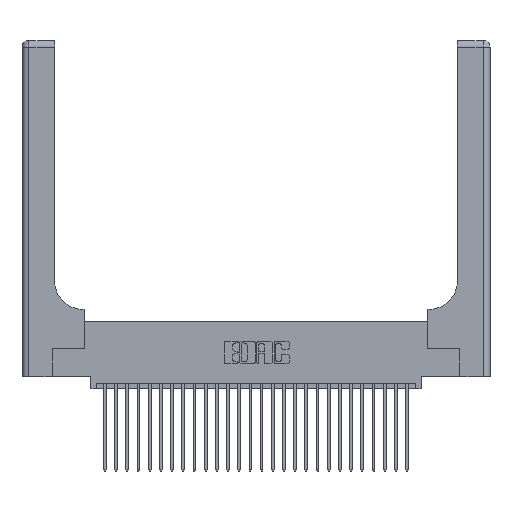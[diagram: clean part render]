
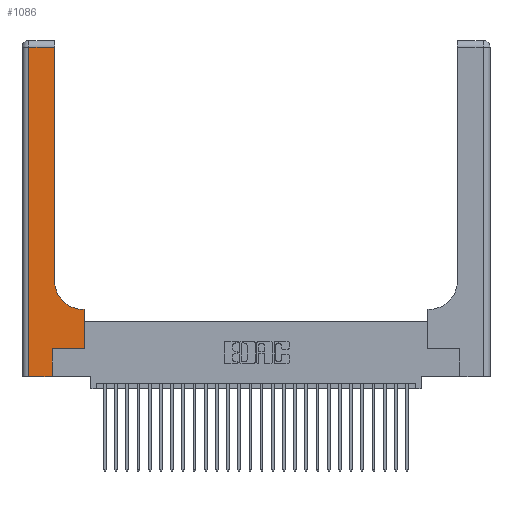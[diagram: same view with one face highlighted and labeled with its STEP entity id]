
A CAD part, top view. The second image highlights one B-rep face of the part: STEP entity #1086.
In plain terms, the highlighted planar face has unit normal (0, 0, 1).
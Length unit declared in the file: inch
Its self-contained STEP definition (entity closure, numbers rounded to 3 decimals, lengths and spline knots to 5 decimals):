
#198 = CARTESIAN_POINT ( 'NONE',  ( 0.2915, 0.6, 0.37 ) ) ;
#336 = CARTESIAN_POINT ( 'NONE',  ( 0.2915, 2.94, 0.37 ) ) ;
#687 = DIRECTION ( 'NONE',  ( 0., 1., 0. ) ) ;
#784 = VECTOR ( 'NONE', #7534, 39.37008 ) ;
#1086 = ADVANCED_FACE ( 'NONE', ( #13535 ), #10508, .F. ) ;
#1518 = VERTEX_POINT ( 'NONE', #336 ) ;
#1554 = EDGE_CURVE ( 'NONE', #1518, #5002, #2705, .T. ) ;
#2385 = LINE ( 'NONE', #198, #19774 ) ;
#2594 = CIRCLE ( 'NONE', #23452, 0.25 ) ;
#2705 = LINE ( 'NONE', #16499, #25928 ) ;
#2910 = CARTESIAN_POINT ( 'NONE',  ( 0.269, 0., 0.37 ) ) ;
#3117 = DIRECTION ( 'NONE',  ( 0., 1., 0. ) ) ;
#3487 = CARTESIAN_POINT ( 'NONE',  ( 0.5415, 0.85, 0.37 ) ) ;
#3632 = DIRECTION ( 'NONE',  ( 0., 0., -1. ) ) ;
#4042 = VECTOR ( 'NONE', #24931, 39.37008 ) ;
#4259 = EDGE_CURVE ( 'NONE', #11981, #8787, #2594, .T. ) ;
#4308 = ORIENTED_EDGE ( 'NONE', *, *, #5476, .T. ) ;
#5002 = VERTEX_POINT ( 'NONE', #5898 ) ;
#5292 = LINE ( 'NONE', #17045, #10701 ) ;
#5476 = EDGE_CURVE ( 'NONE', #14765, #24162, #29114, .T. ) ;
#5634 = CARTESIAN_POINT ( 'NONE',  ( 0.5415, 0.6, 0.37 ) ) ;
#5744 = DIRECTION ( 'NONE',  ( 0., -1., 0. ) ) ;
#5831 = DIRECTION ( 'NONE',  ( 1., 0., 0. ) ) ;
#5898 = CARTESIAN_POINT ( 'NONE',  ( 0.06, 2.94, 0.37 ) ) ;
#6463 = LINE ( 'NONE', #12296, #23622 ) ;
#7374 = CARTESIAN_POINT ( 'NONE',  ( 0.5585, 0.6, 0.37 ) ) ;
#7534 = DIRECTION ( 'NONE',  ( 0., 1., 0. ) ) ;
#8418 = CARTESIAN_POINT ( 'NONE',  ( 0.5585, 0.25, 0.37 ) ) ;
#8787 = VERTEX_POINT ( 'NONE', #27767 ) ;
#10508 = PLANE ( 'NONE',  #28407 ) ;
#10701 = VECTOR ( 'NONE', #5744, 39.37008 ) ;
#11510 = ORIENTED_EDGE ( 'NONE', *, *, #24783, .T. ) ;
#11981 = VERTEX_POINT ( 'NONE', #5634 ) ;
#12227 = ORIENTED_EDGE ( 'NONE', *, *, #28002, .T. ) ;
#12296 = CARTESIAN_POINT ( 'NONE',  ( 0.269, 0., 0.37 ) ) ;
#13535 = FACE_OUTER_BOUND ( 'NONE', #18532, .T. ) ;
#14057 = DIRECTION ( 'NONE',  ( -1., 0., 0. ) ) ;
#14276 = DIRECTION ( 'NONE',  ( -1., 0., 0. ) ) ;
#14765 = VERTEX_POINT ( 'NONE', #8418 ) ;
#15090 = CARTESIAN_POINT ( 'NONE',  ( 0., 3., 0.37 ) ) ;
#15140 = DIRECTION ( 'NONE',  ( 1., 0., 0. ) ) ;
#15427 = EDGE_CURVE ( 'NONE', #5002, #26943, #5292, .T. ) ;
#15473 = EDGE_CURVE ( 'NONE', #26943, #28651, #26305, .T. ) ;
#15562 = VERTEX_POINT ( 'NONE', #24073 ) ;
#15988 = VECTOR ( 'NONE', #15140, 39.37008 ) ;
#16499 = CARTESIAN_POINT ( 'NONE',  ( 0., 2.94, 0.37 ) ) ;
#17045 = CARTESIAN_POINT ( 'NONE',  ( 0.06, 3., 0.37 ) ) ;
#17475 = ORIENTED_EDGE ( 'NONE', *, *, #15473, .T. ) ;
#18532 = EDGE_LOOP ( 'NONE', ( #11510, #25680, #28129, #17475, #12227, #18838, #4308, #28852, #25741 ) ) ;
#18838 = ORIENTED_EDGE ( 'NONE', *, *, #22454, .T. ) ;
#19320 = EDGE_CURVE ( 'NONE', #24162, #11981, #2385, .T. ) ;
#19338 = DIRECTION ( 'NONE',  ( 0., 0., -1. ) ) ;
#19487 = DIRECTION ( 'NONE',  ( -1., 0., 0. ) ) ;
#19774 = VECTOR ( 'NONE', #14057, 39.37008 ) ;
#21120 = CARTESIAN_POINT ( 'NONE',  ( 0.5585, 0.25, 0.37 ) ) ;
#22035 = LINE ( 'NONE', #22723, #4042 ) ;
#22454 = EDGE_CURVE ( 'NONE', #15562, #14765, #22035, .T. ) ;
#22723 = CARTESIAN_POINT ( 'NONE',  ( 0.269, 0.25, 0.37 ) ) ;
#23081 = CARTESIAN_POINT ( 'NONE',  ( 0.2915, 3., 0.37 ) ) ;
#23261 = VECTOR ( 'NONE', #3117, 39.37008 ) ;
#23452 = AXIS2_PLACEMENT_3D ( 'NONE', #3487, #19338, #5831 ) ;
#23622 = VECTOR ( 'NONE', #687, 39.37008 ) ;
#24073 = CARTESIAN_POINT ( 'NONE',  ( 0.269, 0.25, 0.37 ) ) ;
#24162 = VERTEX_POINT ( 'NONE', #7374 ) ;
#24783 = EDGE_CURVE ( 'NONE', #8787, #1518, #24804, .T. ) ;
#24804 = LINE ( 'NONE', #23081, #784 ) ;
#24931 = DIRECTION ( 'NONE',  ( 1., 0., 0. ) ) ;
#25680 = ORIENTED_EDGE ( 'NONE', *, *, #1554, .T. ) ;
#25741 = ORIENTED_EDGE ( 'NONE', *, *, #4259, .T. ) ;
#25928 = VECTOR ( 'NONE', #14276, 39.37008 ) ;
#26305 = LINE ( 'NONE', #28313, #15988 ) ;
#26382 = CARTESIAN_POINT ( 'NONE',  ( 0.06, 0., 0.37 ) ) ;
#26943 = VERTEX_POINT ( 'NONE', #26382 ) ;
#27767 = CARTESIAN_POINT ( 'NONE',  ( 0.2915, 0.85, 0.37 ) ) ;
#28002 = EDGE_CURVE ( 'NONE', #28651, #15562, #6463, .T. ) ;
#28129 = ORIENTED_EDGE ( 'NONE', *, *, #15427, .T. ) ;
#28313 = CARTESIAN_POINT ( 'NONE',  ( 0., 0., 0.37 ) ) ;
#28407 = AXIS2_PLACEMENT_3D ( 'NONE', #15090, #3632, #19487 ) ;
#28651 = VERTEX_POINT ( 'NONE', #2910 ) ;
#28852 = ORIENTED_EDGE ( 'NONE', *, *, #19320, .T. ) ;
#29114 = LINE ( 'NONE', #21120, #23261 ) ;
